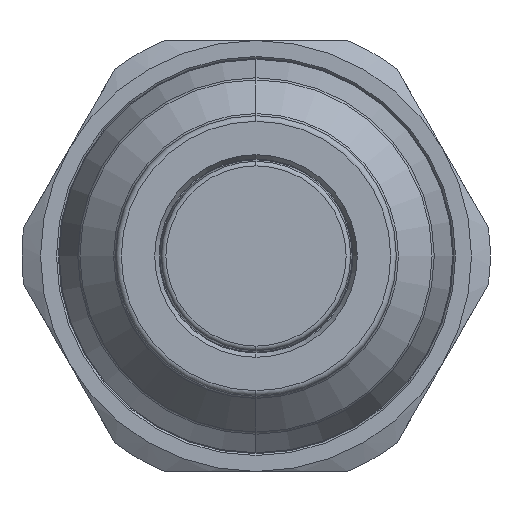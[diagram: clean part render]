
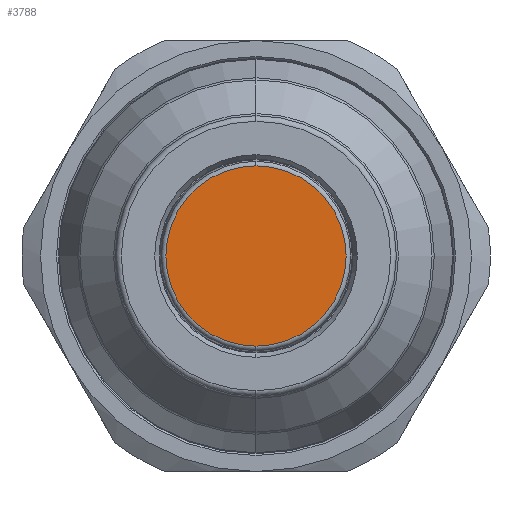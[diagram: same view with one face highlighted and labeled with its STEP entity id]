
A CAD part, left-side view. The second image highlights one B-rep face of the part: STEP entity #3788.
In plain terms, the highlighted planar face has unit normal (-1, 0, 0).
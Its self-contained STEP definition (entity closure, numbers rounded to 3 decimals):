
#31 = CARTESIAN_POINT ( 'NONE',  ( 0.08, 0., 0. ) ) ;
#51 = DIRECTION ( 'NONE',  ( 0., 0., -1. ) ) ;
#100 = DIRECTION ( 'NONE',  ( -1., 0., 0. ) ) ;
#236 = CARTESIAN_POINT ( 'NONE',  ( 0.08, 0., 9.623 ) ) ;
#281 = VERTEX_POINT ( 'NONE', #236 ) ;
#417 = VERTEX_POINT ( 'NONE', #2152 ) ;
#600 = ORIENTED_EDGE ( 'NONE', *, *, #2500, .T. ) ;
#663 = ORIENTED_EDGE ( 'NONE', *, *, #2473, .T. ) ;
#886 = AXIS2_PLACEMENT_3D ( 'NONE', #1726, #1918, #1727 ) ;
#1640 = AXIS2_PLACEMENT_3D ( 'NONE', #2804, #2803, #2802 ) ;
#1655 = AXIS2_PLACEMENT_3D ( 'NONE', #31, #100, #51 ) ;
#1725 = PLANE ( 'NONE',  #886 ) ;
#1726 = CARTESIAN_POINT ( 'NONE',  ( 0.08, 0., 0. ) ) ;
#1727 = DIRECTION ( 'NONE',  ( 0., 0., -1. ) ) ;
#1918 = DIRECTION ( 'NONE',  ( 1., 0., 0. ) ) ;
#2152 = CARTESIAN_POINT ( 'NONE',  ( 0.08, 0., -9.623 ) ) ;
#2473 = EDGE_CURVE ( 'NONE', #417, #281, #3463, .T. ) ;
#2500 = EDGE_CURVE ( 'NONE', #281, #417, #3566, .T. ) ;
#2688 = FACE_OUTER_BOUND ( 'NONE', #3842, .T. ) ;
#2802 = DIRECTION ( 'NONE',  ( 0., 0., -1. ) ) ;
#2803 = DIRECTION ( 'NONE',  ( -1., 0., 0. ) ) ;
#2804 = CARTESIAN_POINT ( 'NONE',  ( 0.08, 0., 0. ) ) ;
#3463 = CIRCLE ( 'NONE', #1640, 9.623 ) ;
#3566 = CIRCLE ( 'NONE', #1655, 9.623 ) ;
#3788 = ADVANCED_FACE ( 'NONE', ( #2688 ), #1725, .F. ) ;
#3842 = EDGE_LOOP ( 'NONE', ( #663, #600 ) ) ;
